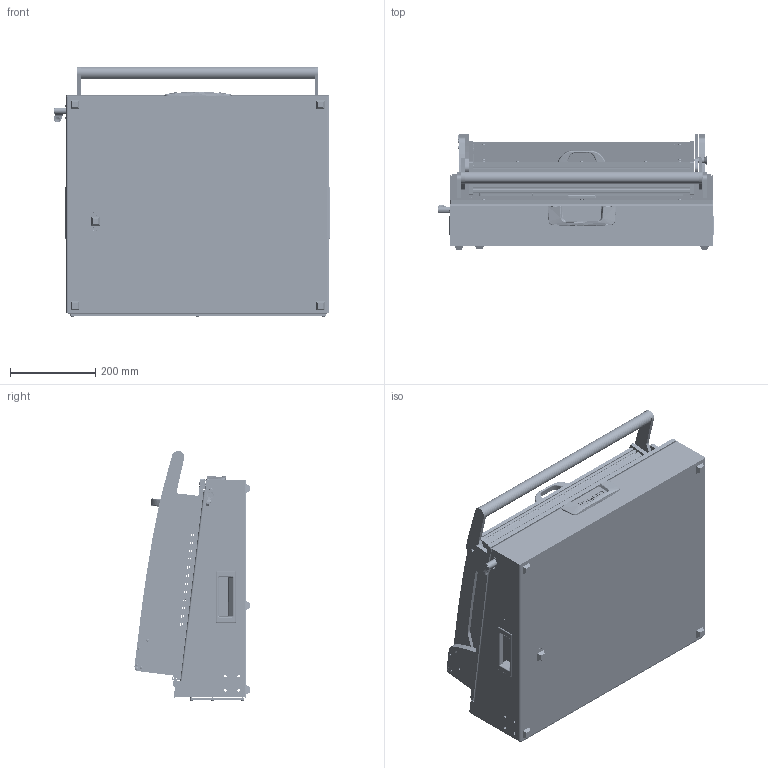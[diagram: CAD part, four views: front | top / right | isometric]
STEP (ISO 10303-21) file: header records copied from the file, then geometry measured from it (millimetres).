
FILE_DESCRIPTION (( 'STEP AP214' ), '1' );
FILE_NAME ('INGUN_48620.STEP', '2023-01-10T13:02:01', ( '' ), ( '' ), 'SwSTEP 2.0', 'SolidWorks 2021', '' );
FILE_SCHEMA (( 'AUTOMOTIVE_DESIGN' ));
Length unit declared in the file: millimetre
Products named in the file (118): 38564~0; 53031~0_S; 37792~1_S; 45980-KIT~2_ICT Stellung kontaktiert <S>; 21332~0_MA 2112<Standard>; 2196~6; 48376~0_S; K_02038~0; 48371~7_KUNDE<S>; 41367~6_S; 47523~0_S; DIN125~n_04,3 M04,0; 32457~0_S; 37971~8_S; ISO7380~n_M05,0x030; 45716~1_flexibel <S>; 31444~14_KUNDE<S>; 45909~3_ICT Stellung (kontaktiert)  <S>; 38001~13; 57801~2_S; 46010~4; 35334~0_S; ISO7380~n_M04,0x020; 46869~0_S; DIN934~n_M05,0; 3521~0_Spring Pin ISO 8752 - 3 x 16 - St; 31442~5_mit Zentrierstifen <S>; 48390~1_KUNDE<S>; 2393~0_S; 21332_02~0; 43627~0_Hub 22,5mm<Standard>; 109952~0_KUNDE<S>; 53032~0_S; 49317~0; DIN7979~n_04,0m6x020M3; 53734~1_KUNDE<S>; 112086~2_S; ISO7380~n_M04,0x016; 31555~4_S; DIN125~n_06,4 M06,0 Fase ...
Assembly tree (269 placements, depth 7):
  INGUN_48620
    45980-KIT~2_ICT Stellung kontaktiert <S>
      45909~3_ICT Stellung (kontaktiert)  <S>
        46010~4_S
          46010~4
          Gewindebuchse~n_M04-09,5 offen  x4
        45875~3_S
          45875~3_S
          Gewindebuchse~n_M05-03,9 offen  x3
        45876~3
        43627~0_Hub 22,5mm<Standard>  x6
        2196~6  x2
        2229~6  x2
        46869~0_S  x4
        1607~1  x2
        113166~0_S
          3699~0
        SKB-II~skii_M4,0x73 St  x6
        41367~6_S  x3
        ISO7380~n_M04,0x012  x16
        DIN6325~n_03,0m6x016
        DIN6325~n_03,0m6x024
        DIN7991~n_M03,0x006  x3
      45879~2_S
        45716~1_flexibel <S>
          32457~0_S
          DIN7979~n_04,0m6x020M3  x2
          ISO7380~n_M03,0x006  x2
          41369~1_S  x4
          ISO7380~n_M04,0x020  x4
          DIN912~n_M03,0x012  x2
          2393~0_S  x2
          DIN125~n_03,2 M03,0  x2
        112908~1_S
    48390~1_KUNDE<S>
      32504~6_S
        32333~12
        31555~4_S
        21332~0_MA 2112<Standard>
          21332_02~0
          21332_01~0
        20902~0
        30758~0_S  x2
          30758_01~0_S
          30758_02~0_S
          38564~0
        2720~0  x5
        53032~0_S
        32171~0_S
        32462~0_S
        29805~4_geschlossen<S>
          110322~4_S
          110705~2_S
          30984~0_S
          110231~1_S
          110443~0_S
          30112~0
          ISO7380~n_M05,0x030
          ISO7380~n_M04,0x008  x2
          DIN914~n_M04,0x05
Bounding box: 647.5 x 269.75 x 586.35 mm (x, y, z)
Volume: 11518088.8 mm3; surface area: 4720092.6 mm2
Topology: 262 solids, 262 shells, 7831 faces, 19364 edges, 12393 vertices
Faces by surface type: plane 3213, cylinder 3088, cone 961, bspline 293, torus 170, sphere 106
Entity records: 145317 total; most frequent: CARTESIAN_POINT 40170, DIRECTION 21134, ORIENTED_EDGE 19740, EDGE_CURVE 9870, AXIS2_PLACEMENT_3D 7954, VERTEX_POINT 6375, VECTOR 5226, LINE 5226
